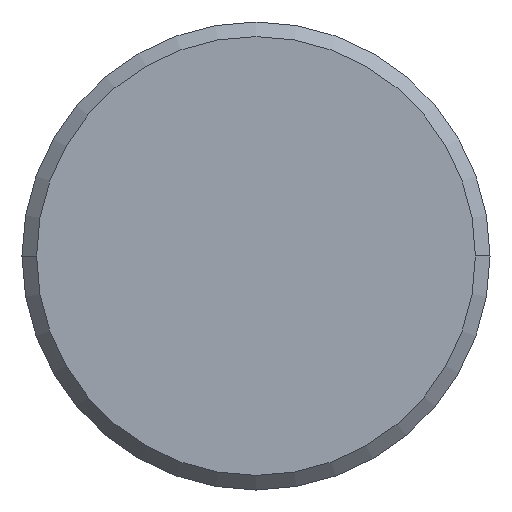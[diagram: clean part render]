
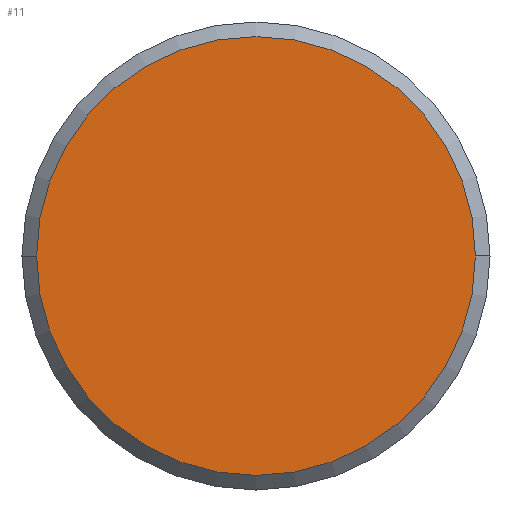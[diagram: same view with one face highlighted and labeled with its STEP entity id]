
A CAD part, left-side view. The second image highlights one B-rep face of the part: STEP entity #11.
In plain terms, the highlighted planar face has unit normal (-1, 0, 0).
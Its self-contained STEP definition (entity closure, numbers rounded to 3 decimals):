
#6 = CARTESIAN_POINT ( 'NONE',  ( -59., 0., 0. ) ) ;
#11 = ADVANCED_FACE ( 'NONE', ( #354 ), #324, .T. ) ;
#22 = EDGE_CURVE ( 'NONE', #336, #351, #281, .T. ) ;
#32 = DIRECTION ( 'NONE',  ( 0., 1., 0. ) ) ;
#34 = CARTESIAN_POINT ( 'NONE',  ( -59., 7.5, 0. ) ) ;
#64 = DIRECTION ( 'NONE',  ( 1., 0., 0. ) ) ;
#76 = AXIS2_PLACEMENT_3D ( 'NONE', #241, #64, #270 ) ;
#101 = AXIS2_PLACEMENT_3D ( 'NONE', #286, #236, #121 ) ;
#114 = EDGE_LOOP ( 'NONE', ( #348, #223 ) ) ;
#118 = CARTESIAN_POINT ( 'NONE',  ( -59., -7.5, 0. ) ) ;
#121 = DIRECTION ( 'NONE',  ( 0., -1., 0. ) ) ;
#168 = AXIS2_PLACEMENT_3D ( 'NONE', #6, #204, #32 ) ;
#204 = DIRECTION ( 'NONE',  ( 1., 0., 0. ) ) ;
#223 = ORIENTED_EDGE ( 'NONE', *, *, #22, .F. ) ;
#230 = CIRCLE ( 'NONE', #168, 7.5 ) ;
#236 = DIRECTION ( 'NONE',  ( -1., 0., 0. ) ) ;
#241 = CARTESIAN_POINT ( 'NONE',  ( -59., 0., 0. ) ) ;
#270 = DIRECTION ( 'NONE',  ( 0., 1., 0. ) ) ;
#281 = CIRCLE ( 'NONE', #76, 7.5 ) ;
#286 = CARTESIAN_POINT ( 'NONE',  ( -59., 0., 0. ) ) ;
#314 = EDGE_CURVE ( 'NONE', #351, #336, #230, .T. ) ;
#324 = PLANE ( 'NONE',  #101 ) ;
#336 = VERTEX_POINT ( 'NONE', #118 ) ;
#348 = ORIENTED_EDGE ( 'NONE', *, *, #314, .F. ) ;
#351 = VERTEX_POINT ( 'NONE', #34 ) ;
#354 = FACE_OUTER_BOUND ( 'NONE', #114, .T. ) ;
